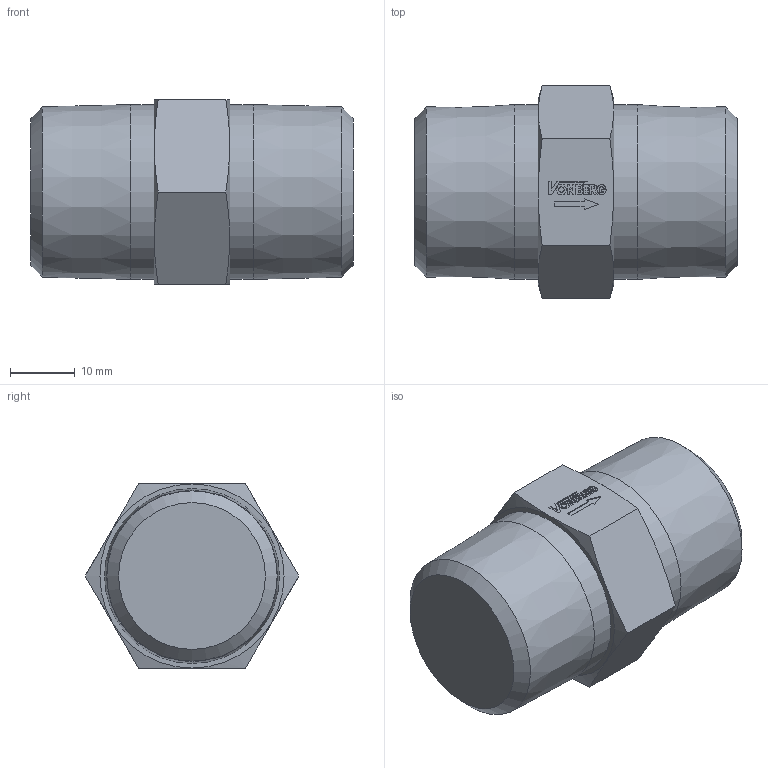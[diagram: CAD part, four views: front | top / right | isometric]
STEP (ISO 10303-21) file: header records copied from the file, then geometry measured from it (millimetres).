
FILE_DESCRIPTION((''),'2;1');
FILE_NAME('1906P.stp','2015-01-02T12:04:40',('jml'),(''),'Autodesk Inventor 2010','Autodesk Inventor 2010','');
FILE_SCHEMA(('AUTOMOTIVE_DESIGN { 1 0 10303 214 1 1 1 1 }'));
Length unit declared in the file: inch
Products named in the file (1): 1906P
Bounding box: 49.78 x 33 x 28.57 mm (x, y, z)
Volume: 29307 mm3; surface area: 5499.6 mm2
Topology: 1 solids, 1 shells, 116 faces, 291 edges, 192 vertices
Faces by surface type: plane 93, cylinder 17, cone 6
Full cylindrical faces by diameter (mm): 0.835 x1, 27 x2
Entity records: 3506 total; most frequent: CARTESIAN_POINT 615, ORIENTED_EDGE 564, DIRECTION 544, EDGE_CURVE 282, VECTOR 230, LINE 230, VERTEX_POINT 192, AXIS2_PLACEMENT_3D 157
